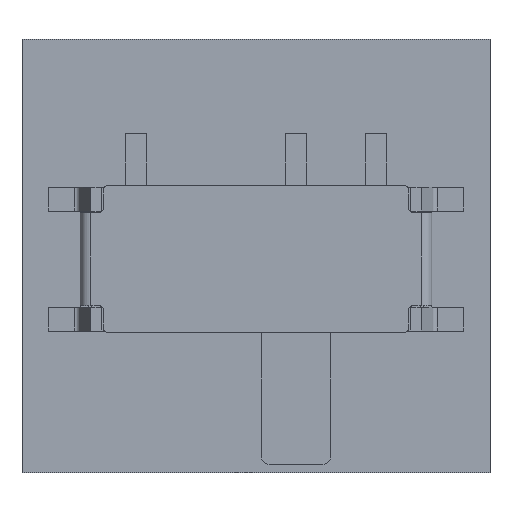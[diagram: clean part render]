
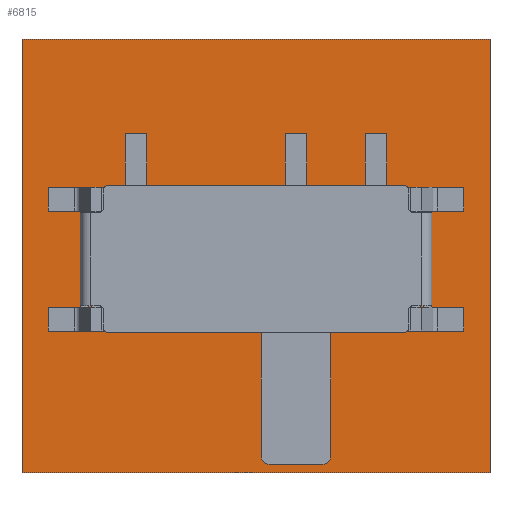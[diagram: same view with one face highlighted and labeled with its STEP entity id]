
A CAD part, top view. The second image highlights one B-rep face of the part: STEP entity #6815.
In plain terms, the highlighted planar face has unit normal (0, 0, 1).
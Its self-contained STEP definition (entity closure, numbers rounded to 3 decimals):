
#63 = LINE ( 'NONE', #9050, #5240 ) ;
#149 = EDGE_CURVE ( 'NONE', #10583, #5891, #2478, .T. ) ;
#170 = CARTESIAN_POINT ( 'NONE',  ( -2.812, 12.467, 1.6 ) ) ;
#196 = CARTESIAN_POINT ( 'NONE',  ( 3.626, 8.47, 1.6 ) ) ;
#314 = VERTEX_POINT ( 'NONE', #403 ) ;
#334 = VECTOR ( 'NONE', #371, 1000. ) ;
#371 = DIRECTION ( 'NONE',  ( 0., -1., 0. ) ) ;
#403 = CARTESIAN_POINT ( 'NONE',  ( -1.712, 12.467, 1.6 ) ) ;
#410 = ORIENTED_EDGE ( 'NONE', *, *, #3087, .F. ) ;
#1382 = LINE ( 'NONE', #6846, #334 ) ;
#1595 = AXIS2_PLACEMENT_3D ( 'NONE', #3302, #4136, #3464 ) ;
#1596 = CARTESIAN_POINT ( 'NONE',  ( 0.738, 12.467, 1.6 ) ) ;
#1907 = VERTEX_POINT ( 'NONE', #196 ) ;
#2272 = CARTESIAN_POINT ( 'NONE',  ( 3.626, 8.47, 1.6 ) ) ;
#2438 = DIRECTION ( 'NONE',  ( 1., 0., 0. ) ) ;
#2478 = CIRCLE ( 'NONE', #5349, 0.55 ) ;
#3016 = ORIENTED_EDGE ( 'NONE', *, *, #149, .F. ) ;
#3087 = EDGE_CURVE ( 'NONE', #8202, #314, #4338, .T. ) ;
#3198 = LINE ( 'NONE', #6380, #3761 ) ;
#3302 = CARTESIAN_POINT ( 'NONE',  ( 0.738, 12.467, 1.6 ) ) ;
#3464 = DIRECTION ( 'NONE',  ( 1., 0., 0. ) ) ;
#3519 = DIRECTION ( 'NONE',  ( 0., 0., -1. ) ) ;
#3708 = ORIENTED_EDGE ( 'NONE', *, *, #6903, .F. ) ;
#3761 = VECTOR ( 'NONE', #9740, 1000. ) ;
#3901 = CARTESIAN_POINT ( 'NONE',  ( 1.288, 12.467, 1.6 ) ) ;
#3914 = CARTESIAN_POINT ( 'NONE',  ( 3.626, 16.6, 1.6 ) ) ;
#4094 = ORIENTED_EDGE ( 'NONE', *, *, #9344, .F. ) ;
#4136 = DIRECTION ( 'NONE',  ( 0., 0., 1. ) ) ;
#4199 = ORIENTED_EDGE ( 'NONE', *, *, #5839, .F. ) ;
#4306 = PLANE ( 'NONE',  #7101 ) ;
#4338 = CIRCLE ( 'NONE', #6718, 0.55 ) ;
#4360 = CARTESIAN_POINT ( 'NONE',  ( -5.15, 16.6, 1.6 ) ) ;
#4599 = ORIENTED_EDGE ( 'NONE', *, *, #6242, .F. ) ;
#4813 = DIRECTION ( 'NONE',  ( 0., 0., 1. ) ) ;
#4960 = CIRCLE ( 'NONE', #1595, 0.55 ) ;
#5240 = VECTOR ( 'NONE', #8452, 1000. ) ;
#5349 = AXIS2_PLACEMENT_3D ( 'NONE', #1596, #4813, #9074 ) ;
#5527 = DIRECTION ( 'NONE',  ( 1., 0., 0. ) ) ;
#5616 = DIRECTION ( 'NONE',  ( 0., 0., 1. ) ) ;
#5707 = EDGE_LOOP ( 'NONE', ( #4094, #4199, #8093, #4599 ) ) ;
#5830 = CARTESIAN_POINT ( 'NONE',  ( -2.262, 12.467, 1.6 ) ) ;
#5839 = EDGE_CURVE ( 'NONE', #7529, #1907, #1382, .T. ) ;
#5891 = VERTEX_POINT ( 'NONE', #3901 ) ;
#5940 = EDGE_LOOP ( 'NONE', ( #3708, #410 ) ) ;
#5997 = CARTESIAN_POINT ( 'NONE',  ( -5.15, 8.47, 1.6 ) ) ;
#6074 = DIRECTION ( 'NONE',  ( 0., -1., 0. ) ) ;
#6242 = EDGE_CURVE ( 'NONE', #9539, #8543, #63, .T. ) ;
#6380 = CARTESIAN_POINT ( 'NONE',  ( -5.15, 16.6, 1.6 ) ) ;
#6614 = AXIS2_PLACEMENT_3D ( 'NONE', #7003, #9514, #5527 ) ;
#6718 = AXIS2_PLACEMENT_3D ( 'NONE', #5830, #5616, #2438 ) ;
#6815 = ADVANCED_FACE ( 'NONE', ( #7556, #10068, #7609 ), #4306, .F. ) ;
#6846 = CARTESIAN_POINT ( 'NONE',  ( 3.626, 16.6, 1.6 ) ) ;
#6903 = EDGE_CURVE ( 'NONE', #314, #8202, #9209, .T. ) ;
#7003 = CARTESIAN_POINT ( 'NONE',  ( -2.262, 12.467, 1.6 ) ) ;
#7101 = AXIS2_PLACEMENT_3D ( 'NONE', #10180, #3519, #6074 ) ;
#7351 = ORIENTED_EDGE ( 'NONE', *, *, #10221, .F. ) ;
#7529 = VERTEX_POINT ( 'NONE', #3914 ) ;
#7556 = FACE_OUTER_BOUND ( 'NONE', #5707, .T. ) ;
#7609 = FACE_BOUND ( 'NONE', #5940, .T. ) ;
#7964 = LINE ( 'NONE', #2272, #10320 ) ;
#8093 = ORIENTED_EDGE ( 'NONE', *, *, #10146, .F. ) ;
#8202 = VERTEX_POINT ( 'NONE', #170 ) ;
#8452 = DIRECTION ( 'NONE',  ( 0., 1., 0. ) ) ;
#8543 = VERTEX_POINT ( 'NONE', #4360 ) ;
#9022 = CARTESIAN_POINT ( 'NONE',  ( 0.188, 12.467, 1.6 ) ) ;
#9050 = CARTESIAN_POINT ( 'NONE',  ( -5.15, 8.47, 1.6 ) ) ;
#9074 = DIRECTION ( 'NONE',  ( 1., 0., 0. ) ) ;
#9209 = CIRCLE ( 'NONE', #6614, 0.55 ) ;
#9344 = EDGE_CURVE ( 'NONE', #1907, #9539, #7964, .T. ) ;
#9514 = DIRECTION ( 'NONE',  ( 0., 0., 1. ) ) ;
#9539 = VERTEX_POINT ( 'NONE', #5997 ) ;
#9740 = DIRECTION ( 'NONE',  ( 1., 0., 0. ) ) ;
#9794 = EDGE_LOOP ( 'NONE', ( #7351, #3016 ) ) ;
#10068 = FACE_BOUND ( 'NONE', #9794, .T. ) ;
#10146 = EDGE_CURVE ( 'NONE', #8543, #7529, #3198, .T. ) ;
#10180 = CARTESIAN_POINT ( 'NONE',  ( -0.762, 12.535, 1.6 ) ) ;
#10221 = EDGE_CURVE ( 'NONE', #5891, #10583, #4960, .T. ) ;
#10320 = VECTOR ( 'NONE', #10514, 1000. ) ;
#10514 = DIRECTION ( 'NONE',  ( -1., 0., 0. ) ) ;
#10583 = VERTEX_POINT ( 'NONE', #9022 ) ;
